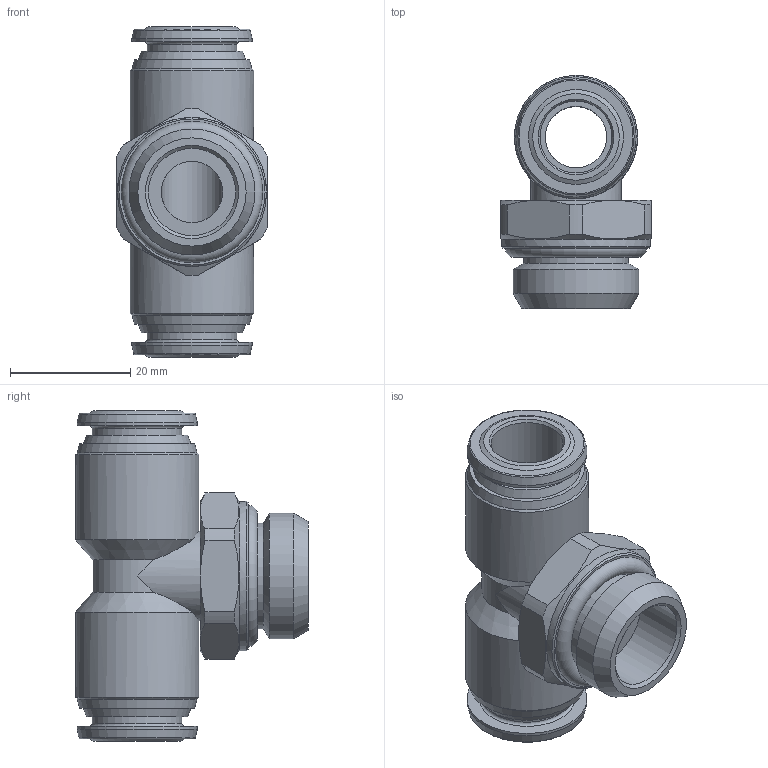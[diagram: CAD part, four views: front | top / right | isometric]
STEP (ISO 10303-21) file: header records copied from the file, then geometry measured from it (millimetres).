
FILE_DESCRIPTION(/* description */ ('STEP AP214'),/* implementation_level */ '2;1');
FILE_NAME(/* name */ '8099102_NPQR-T-G12-Q12',/* time_stamp */ '2024-09-13T08:45:57+02:00',/* author */ ('License CC BY-ND 4.0'),/* organization */ ('CADENAS'),/* preprocessor_version */ 'ST-DEVELOPER v19.3',/* originating_system */ 'PARTsolutions',/* authorisation */ ' ');
FILE_SCHEMA (('AUTOMOTIVE_DESIGN {1 0 10303 214 3 1 1}'));
Length unit declared in the file: millimetre
Products named in the file (1): 8099102 NPQR-T-G12-Q12---(high)
Bounding box: 25 x 38.75 x 55 mm (x, y, z)
Volume: 15384.4 mm3; surface area: 9172.9 mm2
Topology: 1 solids, 1 shells, 78 faces, 165 edges, 101 vertices
Faces by surface type: cone 25, plane 25, cylinder 23, torus 5
Full cylindrical faces by diameter (mm): 10.2 x2, 12 x2, 14.5 x1, 14.9 x2, 15 x1, 17.5 x1, 20 x2, 20.5 x2, 20.955 x1, 24.8 x1
Entity records: 2482 total; most frequent: CARTESIAN_POINT 389, DIRECTION 338, ORIENTED_EDGE 244, AXIS2_PLACEMENT_3D 161, EDGE_LOOP 132, FACE_BOUND 132, EDGE_CURVE 122, VERTEX_POINT 96
